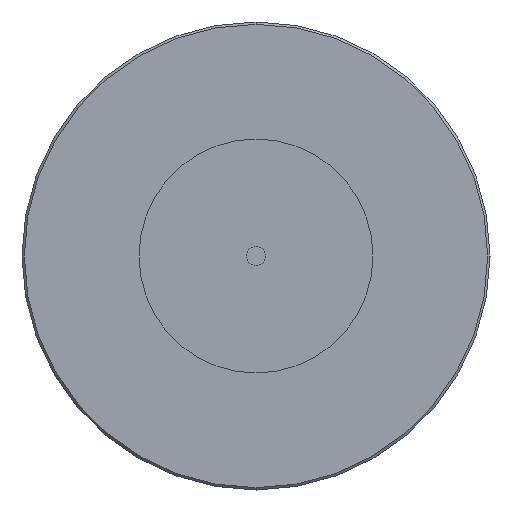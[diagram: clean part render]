
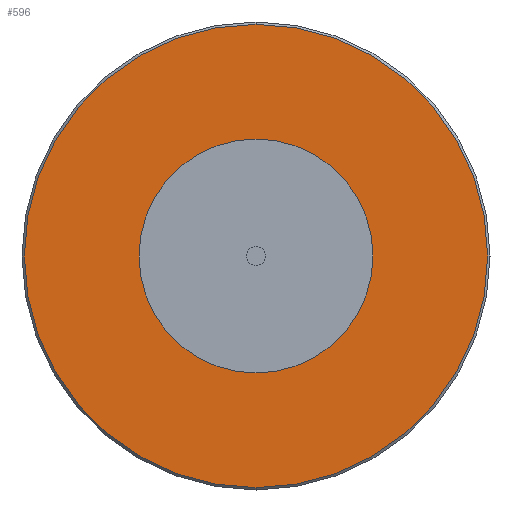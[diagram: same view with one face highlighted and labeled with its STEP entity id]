
A CAD part, front view. The second image highlights one B-rep face of the part: STEP entity #596.
In plain terms, the highlighted planar face has unit normal (0, -1, 0).
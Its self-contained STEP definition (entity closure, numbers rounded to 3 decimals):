
#219 = VERTEX_POINT ( 'NONE', #643 ) ;
#220 = VERTEX_POINT ( 'NONE', #791 ) ;
#223 = VERTEX_POINT ( 'NONE', #690 ) ;
#292 = VERTEX_POINT ( 'NONE', #1011 ) ;
#311 = EDGE_CURVE ( 'NONE', #219, #292, #900, .T. ) ;
#314 = EDGE_CURVE ( 'NONE', #223, #220, #893, .T. ) ;
#404 = ORIENTED_EDGE ( 'NONE', *, *, #311, .F. ) ;
#491 = EDGE_LOOP ( 'NONE', ( #569, #404 ) ) ;
#503 = ORIENTED_EDGE ( 'NONE', *, *, #314, .T. ) ;
#509 = EDGE_LOOP ( 'NONE', ( #598, #503 ) ) ;
#528 = EDGE_CURVE ( 'NONE', #220, #223, #1347, .T. ) ;
#560 = EDGE_CURVE ( 'NONE', #292, #219, #1361, .T. ) ;
#569 = ORIENTED_EDGE ( 'NONE', *, *, #560, .F. ) ;
#596 = ADVANCED_FACE ( 'NONE', ( #1477, #1517 ), #1487, .T. ) ;
#598 = ORIENTED_EDGE ( 'NONE', *, *, #528, .T. ) ;
#643 = CARTESIAN_POINT ( 'NONE',  ( 0., 0., 25. ) ) ;
#690 = CARTESIAN_POINT ( 'NONE',  ( 0., 0., -49.5 ) ) ;
#791 = CARTESIAN_POINT ( 'NONE',  ( 0., 0., 49.5 ) ) ;
#893 = CIRCLE ( 'NONE', #895, 49.5 ) ;
#895 = AXIS2_PLACEMENT_3D ( 'NONE', #921, #916, #945 ) ;
#900 = CIRCLE ( 'NONE', #920, 25. ) ;
#916 = DIRECTION ( 'NONE',  ( 0., -1., 0. ) ) ;
#917 = DIRECTION ( 'NONE',  ( 0., 0., -1. ) ) ;
#918 = DIRECTION ( 'NONE',  ( 0., -1., 0. ) ) ;
#919 = CARTESIAN_POINT ( 'NONE',  ( 0., 0., 0. ) ) ;
#920 = AXIS2_PLACEMENT_3D ( 'NONE', #919, #918, #917 ) ;
#921 = CARTESIAN_POINT ( 'NONE',  ( 0., 0., 0. ) ) ;
#945 = DIRECTION ( 'NONE',  ( 0., 0., -1. ) ) ;
#1011 = CARTESIAN_POINT ( 'NONE',  ( 0., 0., -25. ) ) ;
#1326 = DIRECTION ( 'NONE',  ( 0., 0., -1. ) ) ;
#1335 = DIRECTION ( 'NONE',  ( 0., 0., -1. ) ) ;
#1336 = DIRECTION ( 'NONE',  ( 0., -1., 0. ) ) ;
#1337 = CARTESIAN_POINT ( 'NONE',  ( 0., 0., 0. ) ) ;
#1338 = AXIS2_PLACEMENT_3D ( 'NONE', #1337, #1336, #1335 ) ;
#1347 = CIRCLE ( 'NONE', #1338, 49.5 ) ;
#1353 = DIRECTION ( 'NONE',  ( 0., -1., 0. ) ) ;
#1354 = CARTESIAN_POINT ( 'NONE',  ( 0., 0., 0. ) ) ;
#1361 = CIRCLE ( 'NONE', #1372, 25. ) ;
#1372 = AXIS2_PLACEMENT_3D ( 'NONE', #1354, #1353, #1326 ) ;
#1477 = FACE_OUTER_BOUND ( 'NONE', #509, .T. ) ;
#1483 = DIRECTION ( 'NONE',  ( 0., 0., -1. ) ) ;
#1484 = DIRECTION ( 'NONE',  ( 0., -1., 0. ) ) ;
#1485 = CARTESIAN_POINT ( 'NONE',  ( 49.5, 0., 0. ) ) ;
#1486 = AXIS2_PLACEMENT_3D ( 'NONE', #1485, #1484, #1483 ) ;
#1487 = PLANE ( 'NONE',  #1486 ) ;
#1517 = FACE_BOUND ( 'NONE', #491, .T. ) ;
